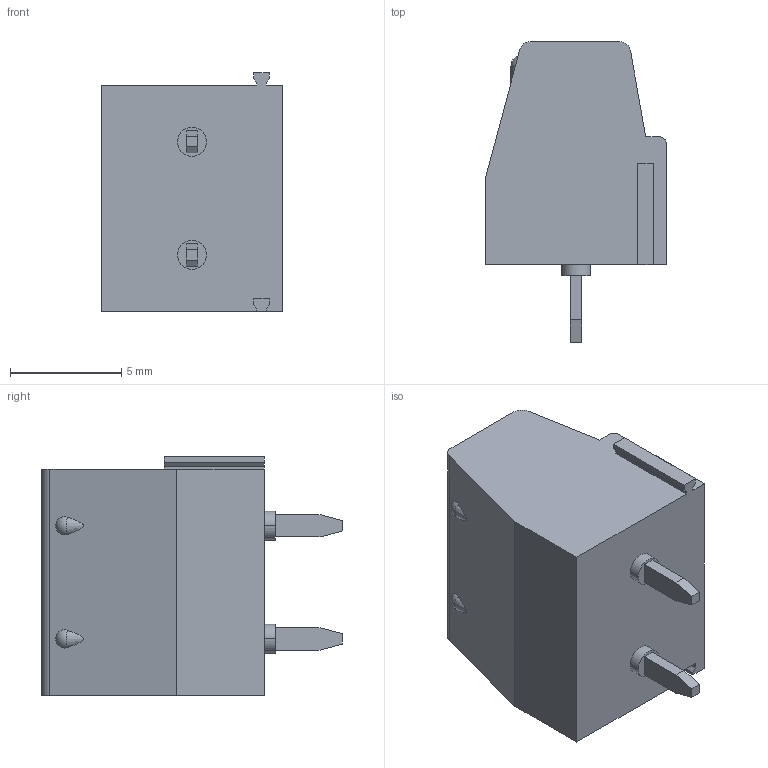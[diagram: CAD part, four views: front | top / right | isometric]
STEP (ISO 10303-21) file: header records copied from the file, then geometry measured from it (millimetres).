
FILE_DESCRIPTION(('SolidDesigner STEP Export'),'2;1');
FILE_NAME('mkdsn_1.5-2-5.08_ht_bk.stp','2013-06-25T 8:12:27',(''),(''),'Creo Elements/Direct Modeling STEP processor for AP214 (Solid Model)','Creo Elements/Direct Modeling 18.1B 29-Sep-2012 (C) Parametric Technology GmbH','');
FILE_SCHEMA(('AUTOMOTIVE_DESIGN { 1 0 10303 214 1 1 1 1 }'));
Length unit declared in the file: millimetre
Products named in the file (2): mkdsn_1.5-2-5.08_ht_bk
Assembly tree (1 placements, depth 2):
  mkdsn_1.5-2-5.08_ht_bk
    mkdsn_1.5-2-5.08_ht_bk
Bounding box: 8.1 x 13.5 x 10.73 mm (x, y, z)
Volume: 655.3 mm3; surface area: 650.2 mm2
Topology: 1 solids, 1 shells, 146 faces, 362 edges, 234 vertices
Faces by surface type: plane 106, cylinder 36, sphere 2, cone 2
Entity records: 5653 total; most frequent: CARTESIAN_POINT 1020, ORIENTED_EDGE 724, DIRECTION 684, EDGE_CURVE 362, VECTOR 256, LINE 256, VERTEX_POINT 234, AXIS2_PLACEMENT_3D 214
